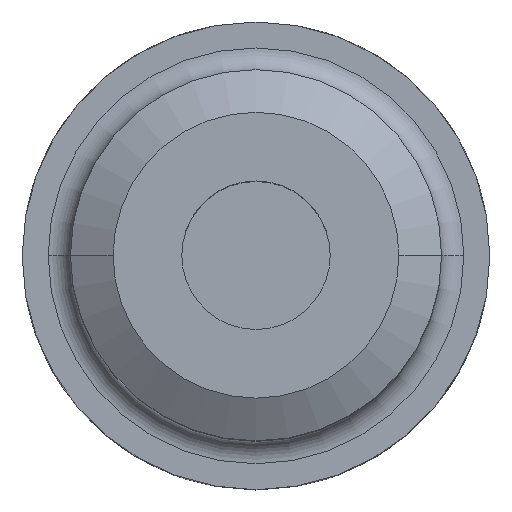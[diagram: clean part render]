
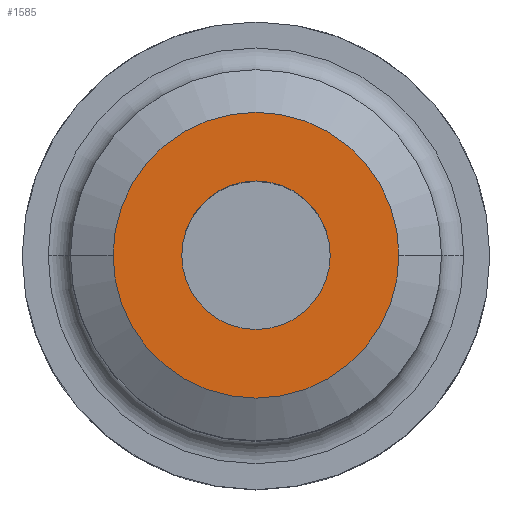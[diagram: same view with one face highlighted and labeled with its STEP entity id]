
A CAD part, top view. The second image highlights one B-rep face of the part: STEP entity #1585.
In plain terms, the highlighted planar face has unit normal (0, 0, 1).
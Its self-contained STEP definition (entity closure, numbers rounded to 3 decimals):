
#178 = DIRECTION ( 'NONE',  ( 0., 0., -1. ) ) ;
#200 = PLANE ( 'NONE',  #596 ) ;
#365 = ORIENTED_EDGE ( 'NONE', *, *, #3088, .T. ) ;
#596 = AXIS2_PLACEMENT_3D ( 'NONE', #4498, #4514, #2212 ) ;
#687 = ORIENTED_EDGE ( 'NONE', *, *, #987, .F. ) ;
#987 = EDGE_CURVE ( 'NONE', #4846, #1762, #992, .T. ) ;
#992 = CIRCLE ( 'NONE', #3678, 19.25 ) ;
#1010 = VERTEX_POINT ( 'NONE', #3230 ) ;
#1113 = CARTESIAN_POINT ( 'NONE',  ( 10., 0., 70. ) ) ;
#1197 = DIRECTION ( 'NONE',  ( -1., 0., 0. ) ) ;
#1373 = EDGE_LOOP ( 'NONE', ( #687, #3945 ) ) ;
#1585 = ADVANCED_FACE ( 'NONE', ( #4470, #3333 ), #200, .T. ) ;
#1647 = CARTESIAN_POINT ( 'NONE',  ( 0., 0., 70. ) ) ;
#1762 = VERTEX_POINT ( 'NONE', #3479 ) ;
#1813 = CIRCLE ( 'NONE', #3455, 10. ) ;
#1893 = DIRECTION ( 'NONE',  ( 0., 0., -1. ) ) ;
#2050 = DIRECTION ( 'NONE',  ( -1., 0., 0. ) ) ;
#2212 = DIRECTION ( 'NONE',  ( 1., 0., 0. ) ) ;
#2306 = EDGE_CURVE ( 'NONE', #1010, #4802, #3261, .T. ) ;
#2350 = ORIENTED_EDGE ( 'NONE', *, *, #2306, .T. ) ;
#2564 = CARTESIAN_POINT ( 'NONE',  ( 0., 0., 70. ) ) ;
#2943 = DIRECTION ( 'NONE',  ( -1., 0., 0. ) ) ;
#3088 = EDGE_CURVE ( 'NONE', #4802, #1010, #1813, .T. ) ;
#3230 = CARTESIAN_POINT ( 'NONE',  ( -10., 0., 70. ) ) ;
#3261 = CIRCLE ( 'NONE', #3902, 10. ) ;
#3333 = FACE_OUTER_BOUND ( 'NONE', #1373, .T. ) ;
#3455 = AXIS2_PLACEMENT_3D ( 'NONE', #4195, #1893, #4587 ) ;
#3478 = CIRCLE ( 'NONE', #4536, 19.25 ) ;
#3479 = CARTESIAN_POINT ( 'NONE',  ( 19.25, 0., 70. ) ) ;
#3670 = DIRECTION ( 'NONE',  ( 0., 0., -1. ) ) ;
#3678 = AXIS2_PLACEMENT_3D ( 'NONE', #5059, #3670, #1197 ) ;
#3847 = CARTESIAN_POINT ( 'NONE',  ( -19.25, 0., 70. ) ) ;
#3902 = AXIS2_PLACEMENT_3D ( 'NONE', #2564, #178, #2943 ) ;
#3945 = ORIENTED_EDGE ( 'NONE', *, *, #4472, .F. ) ;
#4195 = CARTESIAN_POINT ( 'NONE',  ( 0., 0., 70. ) ) ;
#4351 = EDGE_LOOP ( 'NONE', ( #2350, #365 ) ) ;
#4356 = DIRECTION ( 'NONE',  ( 0., 0., -1. ) ) ;
#4470 = FACE_BOUND ( 'NONE', #4351, .T. ) ;
#4472 = EDGE_CURVE ( 'NONE', #1762, #4846, #3478, .T. ) ;
#4498 = CARTESIAN_POINT ( 'NONE',  ( 0., 19.25, 70. ) ) ;
#4514 = DIRECTION ( 'NONE',  ( 0., 0., 1. ) ) ;
#4536 = AXIS2_PLACEMENT_3D ( 'NONE', #1647, #4356, #2050 ) ;
#4587 = DIRECTION ( 'NONE',  ( -1., 0., 0. ) ) ;
#4802 = VERTEX_POINT ( 'NONE', #1113 ) ;
#4846 = VERTEX_POINT ( 'NONE', #3847 ) ;
#5059 = CARTESIAN_POINT ( 'NONE',  ( 0., 0., 70. ) ) ;
